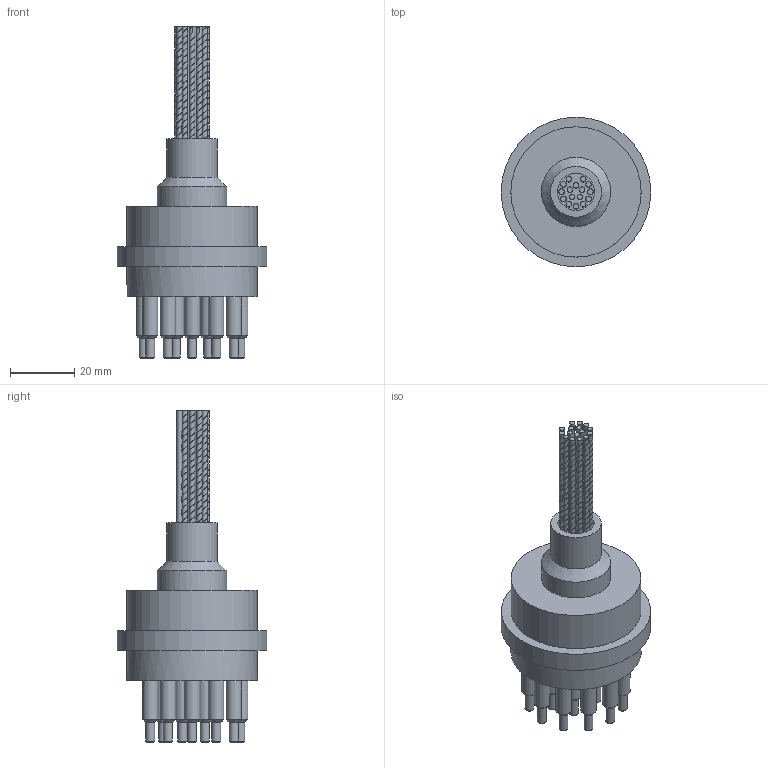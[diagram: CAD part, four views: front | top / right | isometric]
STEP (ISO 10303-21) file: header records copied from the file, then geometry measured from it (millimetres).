
FILE_DESCRIPTION(/* description */ (''),/* implementation_level */ '2;1');
FILE_NAME(/* name */ 'OM16M.stp',/* time_stamp */ '2015-11-30T09:22:33+01:00',/* author */ ('sh'),/* organization */ (''),/* preprocessor_version */ 'ST-DEVELOPER v15.2',/* originating_system */ 'Autodesk Inventor 2014',/* authorisation */ '');
FILE_SCHEMA (('AUTOMOTIVE_DESIGN { 1 0 10303 214 3 1 1 }'));
Length unit declared in the file: millimetre
Products named in the file (1): OM16M
Bounding box: 46.5 x 46.5 x 103.2 mm (x, y, z)
Volume: 48933 mm3; surface area: 16459.5 mm2
Topology: 1 solids, 1 shells, 564 faces, 1397 edges, 902 vertices
Faces by surface type: plane 264, bspline 203, cylinder 64, cone 33
Full cylindrical faces by diameter (mm): 1.7 x6, 2.8 x16, 4.8 x16, 11.5 x1, 15.8 x1, 21.5 x1, 40.5 x2, 46.5 x1
Entity records: 27903 total; most frequent: CARTESIAN_POINT 15931, ORIENTED_EDGE 2656, DIRECTION 1760, EDGE_CURVE 1318, VERTEX_POINT 900, LINE 788, VECTOR 788, EDGE_LOOP 708
